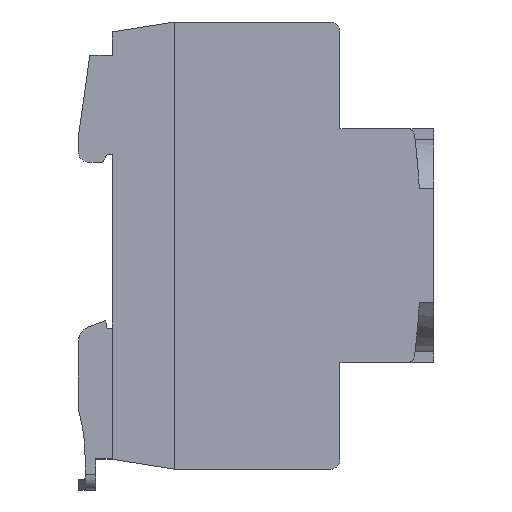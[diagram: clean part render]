
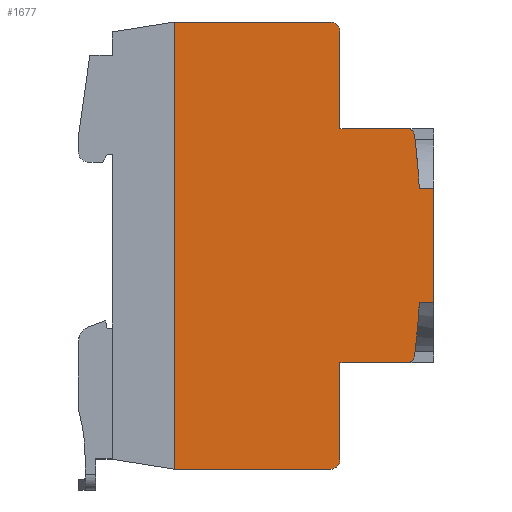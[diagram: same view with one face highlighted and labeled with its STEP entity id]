
A CAD part, front view. The second image highlights one B-rep face of the part: STEP entity #1677.
In plain terms, the highlighted planar face has unit normal (0, -1, 0).
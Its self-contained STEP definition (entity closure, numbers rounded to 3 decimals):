
#1060=FACE_OUTER_BOUND('',#5739,.T.);
#1677=ADVANCED_FACE('',(#1060),#2198,.F.);
#2198=PLANE('',#15093);
#2995=LINE('',#22960,#4486);
#2996=LINE('',#22962,#4487);
#2997=LINE('',#22964,#4488);
#2998=LINE('',#22970,#4489);
#2999=LINE('',#22972,#4490);
#3000=LINE('',#22976,#4491);
#3001=LINE('',#22978,#4492);
#3002=LINE('',#22980,#4493);
#3003=LINE('',#22984,#4494);
#3004=LINE('',#22986,#4495);
#4486=VECTOR('',#17246,1.);
#4487=VECTOR('',#17247,1.);
#4488=VECTOR('',#17248,1.);
#4489=VECTOR('',#17253,1.);
#4490=VECTOR('',#17254,1.);
#4491=VECTOR('',#17257,1.);
#4492=VECTOR('',#17258,1.);
#4493=VECTOR('',#17259,1.);
#4494=VECTOR('',#17262,1.);
#4495=VECTOR('',#17263,1.);
#5739=EDGE_LOOP('',(#7673,#7674,#7675,#7676,#7677,#7678,#7679,#7680,#7681,
#7682,#7683,#7684,#7685,#7686,#7687,#7688));
#7673=ORIENTED_EDGE('',*,*,#12634,.T.);
#7674=ORIENTED_EDGE('',*,*,#12635,.F.);
#7675=ORIENTED_EDGE('',*,*,#12636,.T.);
#7676=ORIENTED_EDGE('',*,*,#12637,.T.);
#7677=ORIENTED_EDGE('',*,*,#12638,.T.);
#7678=ORIENTED_EDGE('',*,*,#12639,.T.);
#7679=ORIENTED_EDGE('',*,*,#12640,.T.);
#7680=ORIENTED_EDGE('',*,*,#12641,.T.);
#7681=ORIENTED_EDGE('',*,*,#12642,.T.);
#7682=ORIENTED_EDGE('',*,*,#12643,.T.);
#7683=ORIENTED_EDGE('',*,*,#12644,.T.);
#7684=ORIENTED_EDGE('',*,*,#12645,.T.);
#7685=ORIENTED_EDGE('',*,*,#12646,.T.);
#7686=ORIENTED_EDGE('',*,*,#12647,.T.);
#7687=ORIENTED_EDGE('',*,*,#12648,.T.);
#7688=ORIENTED_EDGE('',*,*,#12649,.T.);
#10724=VERTEX_POINT('',#22958);
#10725=VERTEX_POINT('',#22959);
#10726=VERTEX_POINT('',#22961);
#10727=VERTEX_POINT('',#22963);
#10728=VERTEX_POINT('',#22965);
#10729=VERTEX_POINT('',#22967);
#10730=VERTEX_POINT('',#22969);
#10731=VERTEX_POINT('',#22971);
#10732=VERTEX_POINT('',#22973);
#10733=VERTEX_POINT('',#22975);
#10734=VERTEX_POINT('',#22977);
#10735=VERTEX_POINT('',#22979);
#10736=VERTEX_POINT('',#22981);
#10737=VERTEX_POINT('',#22983);
#10738=VERTEX_POINT('',#22985);
#10739=VERTEX_POINT('',#22987);
#12634=EDGE_CURVE('',#10724,#10725,#14278,.T.);
#12635=EDGE_CURVE('',#10726,#10725,#2995,.T.);
#12636=EDGE_CURVE('',#10726,#10727,#2996,.T.);
#12637=EDGE_CURVE('',#10727,#10728,#2997,.T.);
#12638=EDGE_CURVE('',#10728,#10729,#14279,.T.);
#12639=EDGE_CURVE('',#10729,#10730,#14280,.T.);
#12640=EDGE_CURVE('',#10730,#10731,#2998,.T.);
#12641=EDGE_CURVE('',#10731,#10732,#2999,.T.);
#12642=EDGE_CURVE('',#10732,#10733,#14281,.T.);
#12643=EDGE_CURVE('',#10733,#10734,#3000,.T.);
#12644=EDGE_CURVE('',#10734,#10735,#3001,.T.);
#12645=EDGE_CURVE('',#10735,#10736,#3002,.T.);
#12646=EDGE_CURVE('',#10736,#10737,#14282,.T.);
#12647=EDGE_CURVE('',#10737,#10738,#3003,.T.);
#12648=EDGE_CURVE('',#10738,#10739,#3004,.T.);
#12649=EDGE_CURVE('',#10739,#10724,#14283,.T.);
#14278=CIRCLE('',#15087,180.);
#14279=CIRCLE('',#15088,180.);
#14280=CIRCLE('',#15089,1.5);
#14281=CIRCLE('',#15090,1.8);
#14282=CIRCLE('',#15091,1.8);
#14283=CIRCLE('',#15092,1.5);
#15087=AXIS2_PLACEMENT_3D('',#22957,#17244,#17245);
#15088=AXIS2_PLACEMENT_3D('',#22966,#17249,#17250);
#15089=AXIS2_PLACEMENT_3D('',#22968,#17251,#17252);
#15090=AXIS2_PLACEMENT_3D('',#22974,#17255,#17256);
#15091=AXIS2_PLACEMENT_3D('',#22982,#17260,#17261);
#15092=AXIS2_PLACEMENT_3D('',#22988,#17264,#17265);
#15093=AXIS2_PLACEMENT_3D('',#22989,#17266,#17267);
#17244=DIRECTION('',(0.,-1.,0.));
#17245=DIRECTION('',(0.,0.,-1.));
#17246=DIRECTION('',(-1.,0.,0.));
#17247=DIRECTION('',(0.,0.,1.));
#17248=DIRECTION('',(-1.,0.,0.));
#17249=DIRECTION('',(0.,-1.,0.));
#17250=DIRECTION('',(0.,0.,-1.));
#17251=DIRECTION('',(0.,-1.,0.));
#17252=DIRECTION('',(0.,0.,-1.));
#17253=DIRECTION('',(-1.,0.,0.));
#17254=DIRECTION('',(0.,0.,1.));
#17255=DIRECTION('',(0.,-1.,0.));
#17256=DIRECTION('',(0.,0.,-1.));
#17257=DIRECTION('',(-1.,0.,0.));
#17258=DIRECTION('',(0.,0.,-1.));
#17259=DIRECTION('',(1.,0.,0.));
#17260=DIRECTION('',(0.,-1.,0.));
#17261=DIRECTION('',(0.,0.,1.));
#17262=DIRECTION('',(0.,0.,1.));
#17263=DIRECTION('',(1.,0.,0.));
#17264=DIRECTION('',(0.,-1.,0.));
#17265=DIRECTION('',(0.,0.,1.));
#17266=DIRECTION('',(0.,1.,0.));
#17267=DIRECTION('',(0.,0.,-1.));
#22957=CARTESIAN_POINT('',(-141.179,-45.,-8.598));
#22958=CARTESIAN_POINT('',(37.571,-45.,-29.774));
#22959=CARTESIAN_POINT('',(38.485,-45.,-19.598));
#22960=CARTESIAN_POINT('',(41.221,-45.,-19.598));
#22961=CARTESIAN_POINT('',(41.221,-45.,-19.598));
#22962=CARTESIAN_POINT('',(41.221,-45.,2.402));
#22963=CARTESIAN_POINT('',(41.221,-45.,2.402));
#22964=CARTESIAN_POINT('',(41.221,-45.,2.402));
#22965=CARTESIAN_POINT('',(38.485,-45.,2.402));
#22966=CARTESIAN_POINT('',(-141.179,-45.,-8.598));
#22967=CARTESIAN_POINT('',(37.571,-45.,12.579));
#22968=CARTESIAN_POINT('',(36.08,-45.,12.416));
#22969=CARTESIAN_POINT('',(36.282,-45.,13.902));
#22970=CARTESIAN_POINT('',(23.221,-45.,13.902));
#22971=CARTESIAN_POINT('',(23.221,-45.,13.902));
#22972=CARTESIAN_POINT('',(23.221,-45.,32.602));
#22973=CARTESIAN_POINT('',(23.221,-45.,32.602));
#22974=CARTESIAN_POINT('',(21.421,-45.,32.602));
#22975=CARTESIAN_POINT('',(21.421,-45.,34.402));
#22976=CARTESIAN_POINT('',(-8.579,-45.,34.402));
#22977=CARTESIAN_POINT('',(-8.579,-45.,34.402));
#22978=CARTESIAN_POINT('',(-8.579,-45.,34.402));
#22979=CARTESIAN_POINT('',(-8.579,-45.,-51.598));
#22980=CARTESIAN_POINT('',(-8.579,-45.,-51.598));
#22981=CARTESIAN_POINT('',(21.421,-45.,-51.598));
#22982=CARTESIAN_POINT('',(21.421,-45.,-49.798));
#22983=CARTESIAN_POINT('',(23.221,-45.,-49.798));
#22984=CARTESIAN_POINT('',(23.221,-45.,-49.798));
#22985=CARTESIAN_POINT('',(23.221,-45.,-31.098));
#22986=CARTESIAN_POINT('',(23.221,-45.,-31.098));
#22987=CARTESIAN_POINT('',(36.282,-45.,-31.098));
#22988=CARTESIAN_POINT('',(36.08,-45.,-29.611));
#22989=CARTESIAN_POINT('',(21.421,-45.,-49.798));
